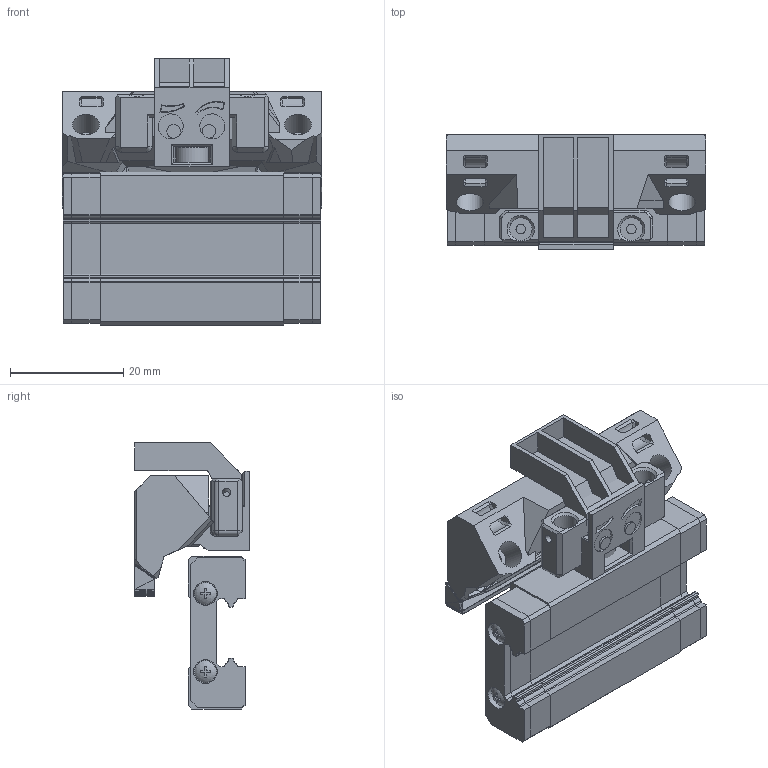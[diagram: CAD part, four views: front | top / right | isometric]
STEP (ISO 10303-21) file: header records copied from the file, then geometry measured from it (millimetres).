
FILE_DESCRIPTION(/* description */ (''),/* implementation_level */ '2;1');
FILE_NAME(/* name */ 'Unklicky_TAP v5.step',/* time_stamp */ '2022-12-01T04:54:12Z',/* author */ (''),/* organization */ (''),/* preprocessor_version */ 'ST-DEVELOPER v19.2',/* originating_system */ 'Autodesk Translation Framework v11.17.0.187',/* authorisation */ '');
FILE_SCHEMA (('AUTOMOTIVE_DESIGN { 1 0 10303 214 3 1 1 }'));
Length unit declared in the file: millimetre
Products named in the file (15): Unklicky_TAP; UnklickyTAP; unTAP_Body; Magnets 6x3 x2 (2); UnTAP_pin; MGN12H v2; PRODUCT_NAME_1; PRODUCT_NAME_6; PRODUCT_NAME_5; PRODUCT_NAME_7; PRODUCT_NAME_4; PRODUCT_NAME_8; PRODUCT_NAME_3; PRODUCT_NAME_2; PRODUCT_NAME_9
Assembly tree (14 placements, depth 4):
  Unklicky_TAP
    UnklickyTAP
      unTAP_Body
        Magnets 6x3 x2 (2)
      UnTAP_pin
      MGN12H v2
        PRODUCT_NAME_1
        PRODUCT_NAME_6
        PRODUCT_NAME_5
        PRODUCT_NAME_7
        PRODUCT_NAME_4
        PRODUCT_NAME_8
        PRODUCT_NAME_3
        PRODUCT_NAME_2
        PRODUCT_NAME_9
Bounding box: 45.8 x 20.24 x 46.96 mm (x, y, z)
Volume: 17877.8 mm3; surface area: 14060.5 mm2
Topology: 14 solids, 14 shells, 1230 faces, 2678 edges, 1487 vertices
Faces by surface type: plane 958, cylinder 168, cone 48, bspline 44, sphere 10, torus 2
Full cylindrical faces by diameter (mm): 1.4 x2, 1.7 x2, 2 x1, 2.459 x8, 2.7 x2, 3 x3, 4 x2, 4.2 x8, 4.7 x4, 6 x1
Entity records: 34444 total; most frequent: CARTESIAN_POINT 7644, DIRECTION 5431, ORIENTED_EDGE 5348, EDGE_CURVE 2674, LINE 2069, VECTOR 2069, AXIS2_PLACEMENT_3D 1681, VERTEX_POINT 1487
